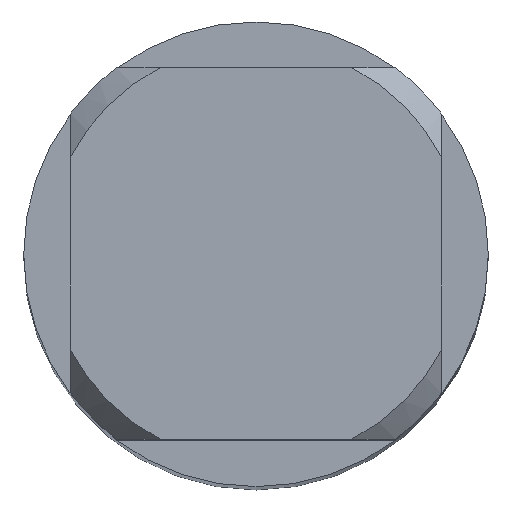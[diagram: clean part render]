
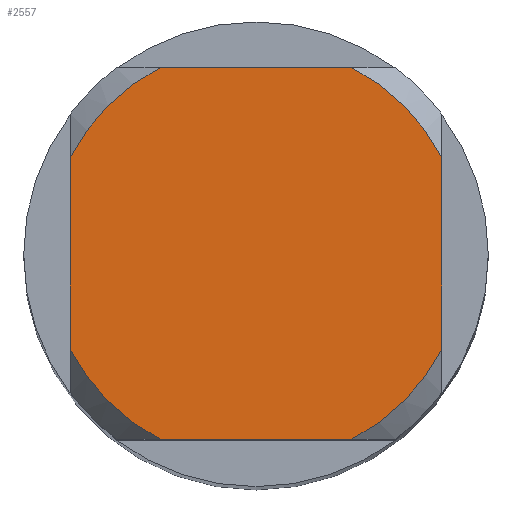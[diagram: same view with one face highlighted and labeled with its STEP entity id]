
A CAD part, top view. The second image highlights one B-rep face of the part: STEP entity #2557.
In plain terms, the highlighted planar face has unit normal (0, 0, 1).
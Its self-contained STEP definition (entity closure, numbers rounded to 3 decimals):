
#2557=ADVANCED_FACE('',(#7112),#7113,.T.);
#2867=VERTEX_POINT('',#7452);
#2939=VERTEX_POINT('',#7531);
#3007=EDGE_CURVE('',#3707,#4635,#7604,.T.);
#3043=VERTEX_POINT('',#7646);
#3707=VERTEX_POINT('',#8370);
#4053=EDGE_CURVE('',#2867,#4305,#8741,.T.);
#4055=EDGE_CURVE('',#3043,#2939,#8743,.T.);
#4305=VERTEX_POINT('',#9014);
#4577=EDGE_CURVE('',#2867,#6543,#9309,.T.);
#4635=VERTEX_POINT('',#9373);
#4885=EDGE_CURVE('',#5813,#4635,#9651,.T.);
#5045=EDGE_CURVE('',#3043,#4305,#9831,.T.);
#5461=EDGE_CURVE('',#3707,#6543,#10290,.T.);
#5813=VERTEX_POINT('',#10671);
#6323=EDGE_CURVE('',#5813,#2939,#11221,.T.);
#6543=VERTEX_POINT('',#11458);
#7112=FACE_OUTER_BOUND('',#12768,.T.);
#7113=PLANE('',#12769);
#7452=CARTESIAN_POINT('',(4.0,-2.062,0.0));
#7531=CARTESIAN_POINT('',(-4.0,-2.062,0.0));
#7604=LINE('',#14231,#14232);
#7646=CARTESIAN_POINT('',(-2.062,-4.0,0.0));
#8370=CARTESIAN_POINT('',(2.062,4.0,0.0));
#8741=CIRCLE('',#17542,4.5);
#8743=CIRCLE('',#17545,4.5);
#9014=CARTESIAN_POINT('',(2.062,-4.0,0.0));
#9309=LINE('',#19040,#19041);
#9373=CARTESIAN_POINT('',(-2.062,4.0,0.0));
#9651=CIRCLE('',#19723,4.5);
#9831=LINE('',#20191,#20192);
#10290=CIRCLE('',#21487,4.5);
#10671=CARTESIAN_POINT('',(-4.0,2.062,0.0));
#11221=LINE('',#24437,#24438);
#11458=CARTESIAN_POINT('',(4.0,2.062,0.0));
#12768=EDGE_LOOP('',(#26252,#26253,#26254,#26255,#26256,#26257,#26258,#26259));
#12769=AXIS2_PLACEMENT_3D('',#26260,#26261,#26262);
#14231=CARTESIAN_POINT('',(0.0,4.0,0.0));
#14232=VECTOR('',#26774,1.0);
#17542=AXIS2_PLACEMENT_3D('',#27986,#27987,#27988);
#17545=AXIS2_PLACEMENT_3D('',#27989,#27990,#27991);
#19040=CARTESIAN_POINT('',(4.0,1.125,0.0));
#19041=VECTOR('',#29032,1.0);
#19723=AXIS2_PLACEMENT_3D('',#29437,#29438,#29439);
#20191=CARTESIAN_POINT('',(0.0,-4.0,0.0));
#20192=VECTOR('',#29652,1.0);
#21487=AXIS2_PLACEMENT_3D('',#30166,#30167,#30168);
#24437=CARTESIAN_POINT('',(-4.0,1.125,0.0));
#24438=VECTOR('',#31092,1.0);
#26252=ORIENTED_EDGE('',*,*,#6323,.T.);
#26253=ORIENTED_EDGE('',*,*,#4055,.F.);
#26254=ORIENTED_EDGE('',*,*,#5045,.T.);
#26255=ORIENTED_EDGE('',*,*,#4053,.F.);
#26256=ORIENTED_EDGE('',*,*,#4577,.T.);
#26257=ORIENTED_EDGE('',*,*,#5461,.F.);
#26258=ORIENTED_EDGE('',*,*,#3007,.T.);
#26259=ORIENTED_EDGE('',*,*,#4885,.F.);
#26260=CARTESIAN_POINT('',(0.0,2.25,0.0));
#26261=DIRECTION('',(-0.0,0.0,1.0));
#26262=DIRECTION('',(0.0,-1.0,0.0));
#26774=DIRECTION('',(-1.0,0.0,0.0));
#27986=CARTESIAN_POINT('',(0.0,0.0,0.0));
#27987=DIRECTION('',(0.0,0.0,-1.0));
#27988=DIRECTION('',(0.0,1.0,0.0));
#27989=CARTESIAN_POINT('',(0.0,0.0,0.0));
#27990=DIRECTION('',(0.0,0.0,-1.0));
#27991=DIRECTION('',(0.0,1.0,0.0));
#29032=DIRECTION('',(-0.0,1.0,0.0));
#29437=CARTESIAN_POINT('',(0.0,0.0,0.0));
#29438=DIRECTION('',(0.0,0.0,-1.0));
#29439=DIRECTION('',(0.0,1.0,0.0));
#29652=DIRECTION('',(1.0,0.0,0.0));
#30166=CARTESIAN_POINT('',(0.0,0.0,0.0));
#30167=DIRECTION('',(0.0,0.0,-1.0));
#30168=DIRECTION('',(0.0,1.0,0.0));
#31092=DIRECTION('',(-0.0,-1.0,0.0));
